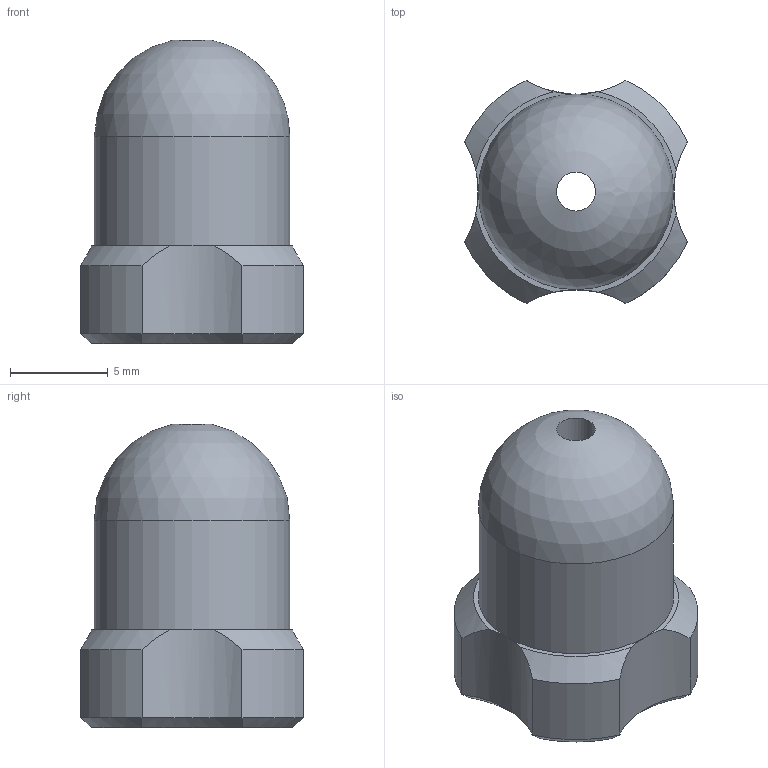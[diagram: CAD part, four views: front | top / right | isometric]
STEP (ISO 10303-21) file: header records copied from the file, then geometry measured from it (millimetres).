
FILE_DESCRIPTION(('FreeCAD Model'),'2;1');
FILE_NAME('Open CASCADE Shape Model','2023-01-08T01:31:57',(''),(''), 'Open CASCADE STEP processor 7.6','FreeCAD','Unknown');
FILE_SCHEMA(('AUTOMOTIVE_DESIGN { 1 0 10303 214 1 1 1 1 }'));
Length unit declared in the file: millimetre
Products named in the file (1): Nut CPN RH BU01x01.25 - SPN-NUT-0036 (stemfie.org)
Bounding box: 11.41 x 11.41 x 15.52 mm (x, y, z)
Volume: 764.8 mm3; surface area: 1001.6 mm2
Topology: 1 solids, 1 shells, 518 faces, 1439 edges, 953 vertices
Faces by surface type: plane 301, extrusion 182, cylinder 18, cone 13, sphere 2, bspline 2
Full cylindrical faces by diameter (mm): 2 x1, 6.8 x1, 10 x1
Entity records: 39893 total; most frequent: CARTESIAN_POINT 13202, DIRECTION 4106, ORIENTED_EDGE 2878, PCURVE 2878, DEFINITIONAL_REPRESENTATION 2878, VECTOR 2718, LINE 2536, B_SPLINE_CURVE_WITH_KNOTS 1457
